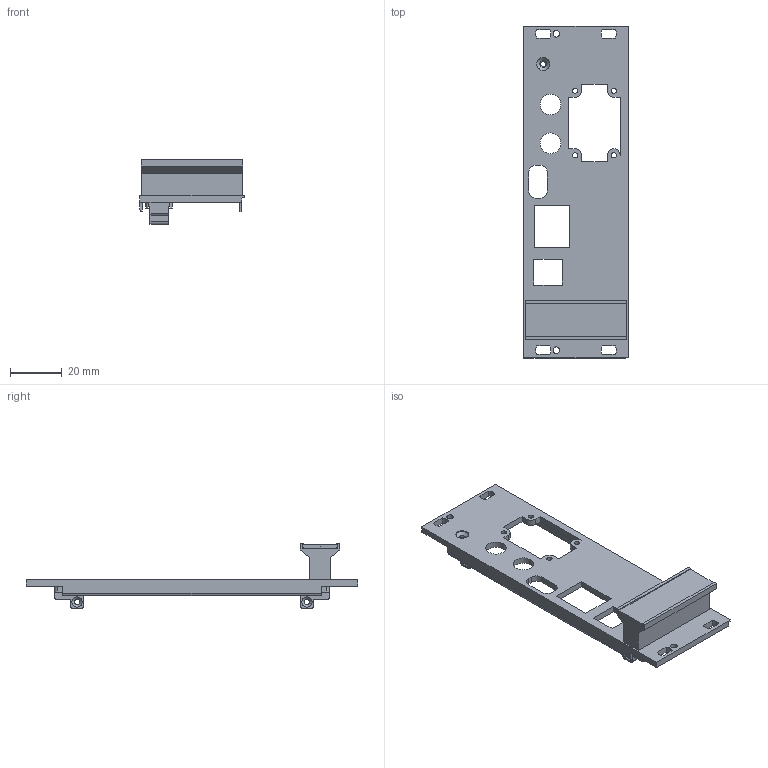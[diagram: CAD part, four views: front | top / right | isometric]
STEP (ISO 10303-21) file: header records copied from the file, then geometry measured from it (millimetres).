
FILE_DESCRIPTION(('FreeCAD Model'),'2;1');
FILE_NAME('Open CASCADE Shape Model','2023-11-20T14:47:45',('Author'),( ''),'Open CASCADE STEP processor 7.6','FreeCAD','Unknown');
FILE_SCHEMA(('AUTOMOTIVE_DESIGN { 1 0 10303 214 1 1 1 1 }'));
Length unit declared in the file: millimetre
Products named in the file (5): Unnamed; kirdy panel1_001; Front_Panel_PCB_Brackets_60807182_001; Front_Panel_PCB_Brackets_60807182_002; Front_Panel_Handle_20808063_001
Assembly tree (4 placements, depth 2):
  Unnamed
    kirdy panel1_001
    Front_Panel_PCB_Brackets_60807182_001
    Front_Panel_PCB_Brackets_60807182_002
    Front_Panel_Handle_20808063_001
Bounding box: 40.3 x 128.4 x 25.1 mm (x, y, z)
Volume: 14765 mm3; surface area: 17403.7 mm2
Topology: 5 solids, 5 shells, 511 faces, 1376 edges, 917 vertices
Faces by surface type: plane 367, bspline 64, cylinder 59, cone 19, sphere 2
Full cylindrical faces by diameter (mm): 2 x4, 2.05 x4, 2.55 x6, 2.7 x1, 5 x1, 8 x2
Entity records: 20775 total; most frequent: CARTESIAN_POINT 7413, ORIENTED_EDGE 2752, DIRECTION 2280, EDGE_CURVE 1376, LINE 1064, VECTOR 1064, VERTEX_POINT 917, FACE_BOUND 615
